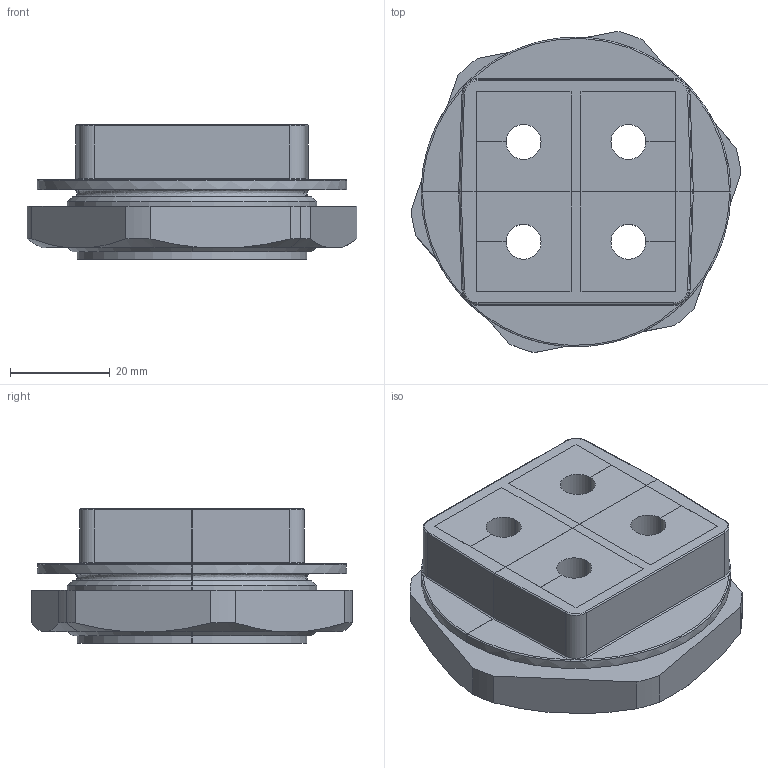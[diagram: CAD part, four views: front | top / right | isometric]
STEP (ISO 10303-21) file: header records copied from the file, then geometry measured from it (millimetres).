
FILE_DESCRIPTION(('STEP AP242'),'1');
FILE_NAME('45722.stp','2020-06-03T13:41:52',('TraceParts'),('TraceParts S.A.'),'Spatial InterOp 3D',' ',' ');
FILE_SCHEMA(('AP242_MANAGED_MODEL_BASED_3D_ENGINEERING_MIM_LF {1 0 10303 442 1 1 4}'));
Length unit declared in the file: millimetre
Products named in the file (1): 45722_1
Bounding box: 66.08 x 64.34 x 27 mm (x, y, z)
Volume: 40973.5 mm3; surface area: 26834.1 mm2
Topology: 7 solids, 7 shells, 169 faces, 435 edges, 280 vertices
Faces by surface type: plane 92, cylinder 44, bspline 20, cone 13
Entity records: 5952 total; most frequent: CARTESIAN_POINT 1929, ORIENTED_EDGE 870, DIRECTION 791, EDGE_CURVE 435, VERTEX_POINT 280, AXIS2_PLACEMENT_3D 266, LINE 259, VECTOR 259
